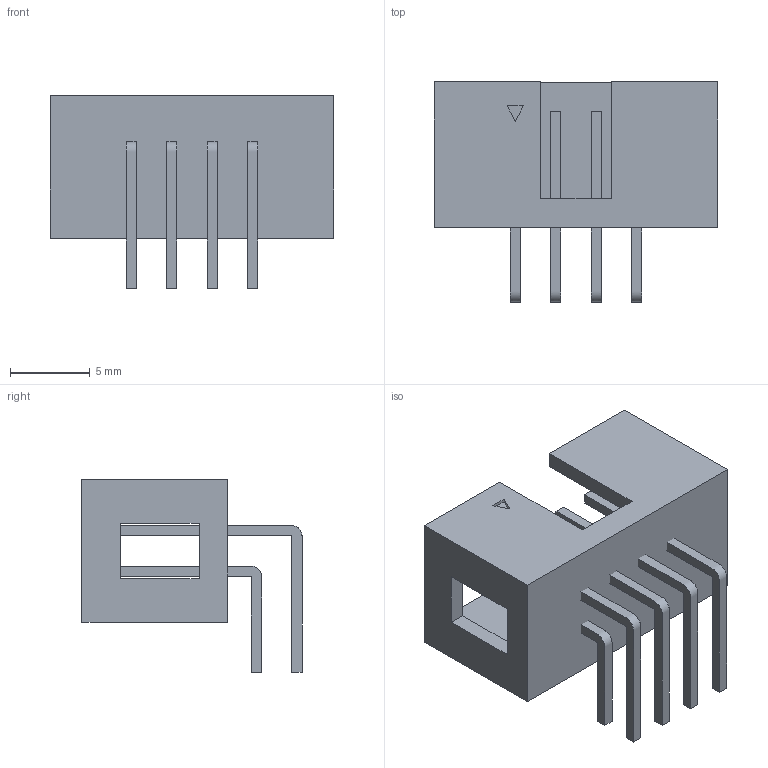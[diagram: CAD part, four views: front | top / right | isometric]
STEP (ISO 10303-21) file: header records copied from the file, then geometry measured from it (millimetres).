
FILE_DESCRIPTION(/* description */ (''),/* implementation_level */ '2;1');
FILE_NAME(/* name */ 'AMPHENOL_T821108A1R100CEU.stp',/* time_stamp */ '2017-09-13T16:11:26+02:00',/* author */ ('riccim'),/* organization */ ('SolidWorks'),/* preprocessor_version */ 'ST-DEVELOPER v16.5',/* originating_system */ 'AutoCAD Mechanical',/* authorisation */ ' ');
FILE_SCHEMA (('AUTOMOTIVE_DESIGN { 1 0 10303 214 3 1 1 }'));
Length unit declared in the file: millimetre
Products named in the file (1): Product
Bounding box: 17.78 x 13.81 x 12.1 mm (x, y, z)
Volume: 641.8 mm3; surface area: 1436.4 mm2
Topology: 9 solids, 9 shells, 72 faces, 165 edges, 110 vertices
Faces by surface type: plane 56, bspline 16
Entity records: 13844 total; most frequent: CARTESIAN_POINT 12276, ORIENTED_EDGE 330, DIRECTION 247, EDGE_CURVE 165, LINE 133, VECTOR 133, VERTEX_POINT 110, EDGE_LOOP 75
